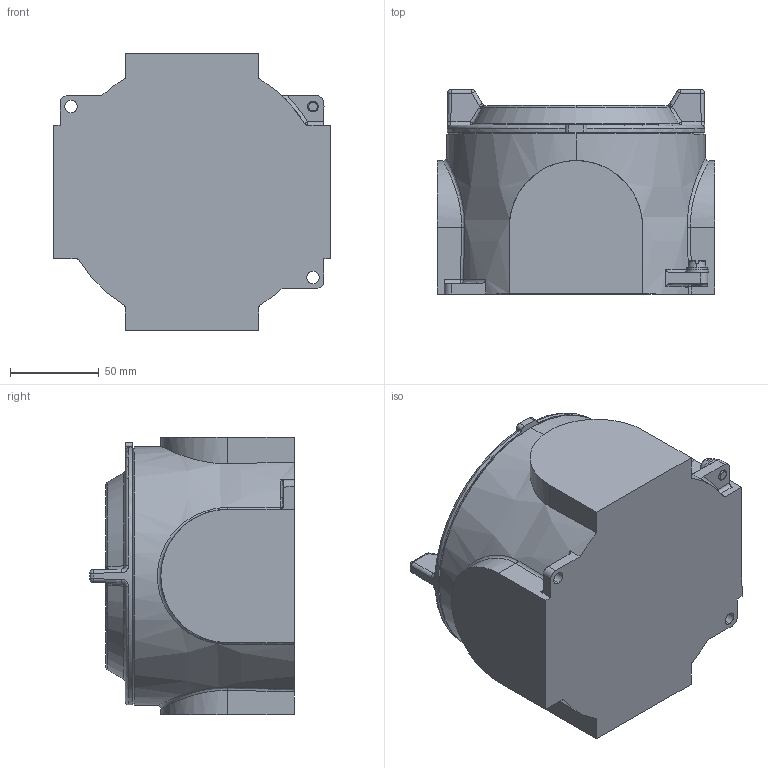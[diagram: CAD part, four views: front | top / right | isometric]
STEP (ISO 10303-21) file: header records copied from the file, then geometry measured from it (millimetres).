
FILE_DESCRIPTION (( 'STEP AP203' ), '1' );
FILE_NAME ('8252_14-4way.STEP', '2014-11-03T08:52:47', ( '' ), ( '' ), 'SwSTEP 2.0', 'SolidWorks 2014', '' );
FILE_SCHEMA (( 'CONFIG_CONTROL_DESIGN' ));
Length unit declared in the file: millimetre
Products named in the file (7): 8252_9_004_014_3_Machining; 8252_9_005_004_0_3d export; 502_077_0; 506_548_0; 506_635_0; 503_652_0_M4 x 5; 8252_14-4way
Assembly tree (6 placements, depth 2):
  8252_14-4way
    8252_9_004_014_3_Machining
    8252_9_005_004_0_3d export
    502_077_0
    506_548_0
    506_635_0
    503_652_0_M4 x 5
Bounding box: 156 x 115 x 156 mm (x, y, z)
Volume: 738569.6 mm3; surface area: 177583.6 mm2
Topology: 6 solids, 6 shells, 326 faces, 778 edges, 450 vertices
Faces by surface type: plane 73, cylinder 71, cone 61, bspline 60, torus 45, sphere 16
Entity records: 12914 total; most frequent: CARTESIAN_POINT 5127, ORIENTED_EDGE 1504, DIRECTION 1474, EDGE_CURVE 752, AXIS2_PLACEMENT_3D 626, VERTEX_POINT 450, CIRCLE 351, EDGE_LOOP 348
